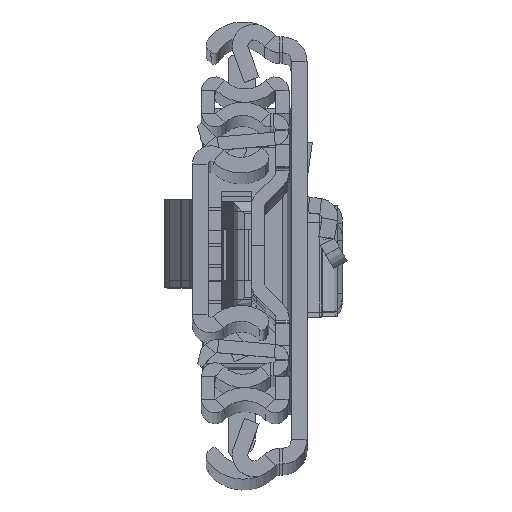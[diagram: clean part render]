
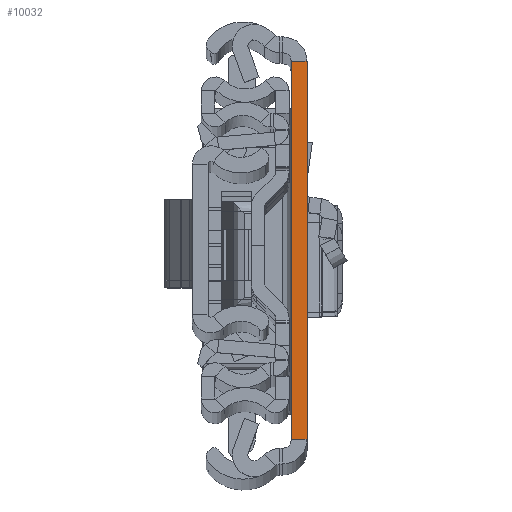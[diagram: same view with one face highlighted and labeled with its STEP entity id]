
A CAD part, top view. The second image highlights one B-rep face of the part: STEP entity #10032.
In plain terms, the highlighted planar face has unit normal (0, 0, 1).
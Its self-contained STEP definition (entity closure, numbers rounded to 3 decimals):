
#321 = ORIENTED_EDGE ( 'NONE', *, *, #2843, .F. ) ;
#1020 = VERTEX_POINT ( 'NONE', #4413 ) ;
#2181 = CARTESIAN_POINT ( 'NONE',  ( 2.6, 31.5, 0. ) ) ;
#2290 = ORIENTED_EDGE ( 'NONE', *, *, #2742, .F. ) ;
#2742 = EDGE_CURVE ( 'NONE', #7134, #15515, #5090, .T. ) ;
#2843 = EDGE_CURVE ( 'NONE', #15515, #12485, #15758, .T. ) ;
#2986 = EDGE_CURVE ( 'NONE', #1020, #12485, #10608, .T. ) ;
#3799 = CARTESIAN_POINT ( 'NONE',  ( 0., -31.5, 0. ) ) ;
#4177 = VECTOR ( 'NONE', #18831, 1000. ) ;
#4413 = CARTESIAN_POINT ( 'NONE',  ( 2.6, -31.5, 0. ) ) ;
#4574 = DIRECTION ( 'NONE',  ( 0., 1., 0. ) ) ;
#5090 = LINE ( 'NONE', #3799, #4177 ) ;
#5752 = VECTOR ( 'NONE', #6762, 1000. ) ;
#5825 = CARTESIAN_POINT ( 'NONE',  ( 2.6, -31.5, 0. ) ) ;
#6343 = ORIENTED_EDGE ( 'NONE', *, *, #8694, .T. ) ;
#6762 = DIRECTION ( 'NONE',  ( 1., 0., 0. ) ) ;
#7044 = VECTOR ( 'NONE', #15528, 1000. ) ;
#7134 = VERTEX_POINT ( 'NONE', #12627 ) ;
#8445 = CARTESIAN_POINT ( 'NONE',  ( 0., 31.5, 0. ) ) ;
#8694 = EDGE_CURVE ( 'NONE', #7134, #1020, #10890, .T. ) ;
#8893 = PLANE ( 'NONE',  #19233 ) ;
#9962 = CARTESIAN_POINT ( 'NONE',  ( 2.6, 31.5, 0. ) ) ;
#10032 = ADVANCED_FACE ( 'NONE', ( #17590 ), #8893, .F. ) ;
#10476 = DIRECTION ( 'NONE',  ( 0., 0., -1. ) ) ;
#10608 = LINE ( 'NONE', #13557, #11443 ) ;
#10890 = LINE ( 'NONE', #17019, #7044 ) ;
#11443 = VECTOR ( 'NONE', #4574, 1000. ) ;
#12485 = VERTEX_POINT ( 'NONE', #9962 ) ;
#12627 = CARTESIAN_POINT ( 'NONE',  ( 0., -31.5, 0. ) ) ;
#13557 = CARTESIAN_POINT ( 'NONE',  ( 2.6, -31.5, 0. ) ) ;
#14157 = EDGE_LOOP ( 'NONE', ( #321, #2290, #6343, #14731 ) ) ;
#14731 = ORIENTED_EDGE ( 'NONE', *, *, #2986, .T. ) ;
#15515 = VERTEX_POINT ( 'NONE', #8445 ) ;
#15528 = DIRECTION ( 'NONE',  ( 1., 0., 0. ) ) ;
#15758 = LINE ( 'NONE', #2181, #5752 ) ;
#16517 = DIRECTION ( 'NONE',  ( 0., 1., 0. ) ) ;
#17019 = CARTESIAN_POINT ( 'NONE',  ( 2.6, -31.5, 0. ) ) ;
#17590 = FACE_OUTER_BOUND ( 'NONE', #14157, .T. ) ;
#18831 = DIRECTION ( 'NONE',  ( 0., 1., 0. ) ) ;
#19233 = AXIS2_PLACEMENT_3D ( 'NONE', #5825, #10476, #16517 ) ;
